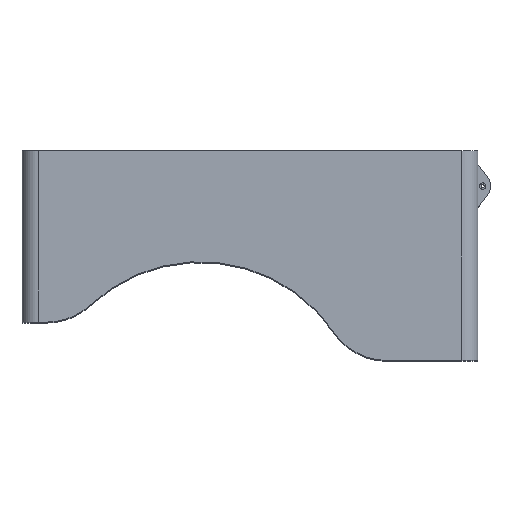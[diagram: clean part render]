
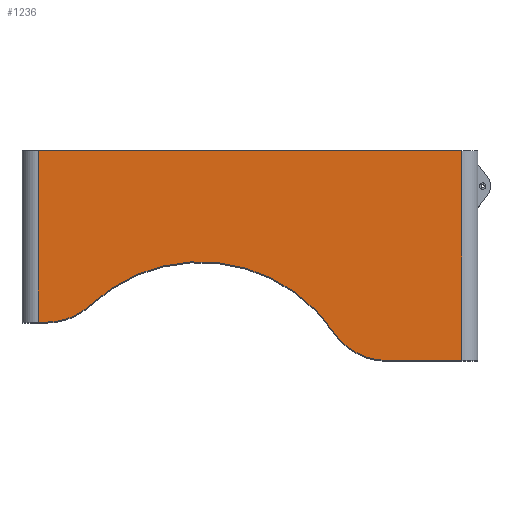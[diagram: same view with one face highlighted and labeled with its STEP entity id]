
A CAD part, top view. The second image highlights one B-rep face of the part: STEP entity #1236.
In plain terms, the highlighted planar face has unit normal (0, 0, 1).
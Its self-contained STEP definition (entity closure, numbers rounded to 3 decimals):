
#79 = EDGE_CURVE ( 'NONE', #1480, #4257, #2103, .T. ) ;
#195 = VERTEX_POINT ( 'NONE', #2269 ) ;
#327 = LINE ( 'NONE', #1502, #3105 ) ;
#348 = VECTOR ( 'NONE', #792, 1000. ) ;
#373 = ORIENTED_EDGE ( 'NONE', *, *, #4224, .T. ) ;
#525 = CIRCLE ( 'NONE', #4911, 40. ) ;
#599 = VECTOR ( 'NONE', #3417, 1000. ) ;
#708 = ORIENTED_EDGE ( 'NONE', *, *, #2115, .T. ) ;
#791 = CARTESIAN_POINT ( 'NONE',  ( -238.842, 67.48, 308. ) ) ;
#792 = DIRECTION ( 'NONE',  ( 0., 1., 0. ) ) ;
#815 = AXIS2_PLACEMENT_3D ( 'NONE', #896, #2143, #4788 ) ;
#862 = FACE_OUTER_BOUND ( 'NONE', #1671, .T. ) ;
#896 = CARTESIAN_POINT ( 'NONE',  ( -27.786, 43.735, 308. ) ) ;
#1102 = CARTESIAN_POINT ( 'NONE',  ( 18.362, 3.735, 308. ) ) ;
#1119 = DIRECTION ( 'NONE',  ( 0., -1., 0. ) ) ;
#1163 = AXIS2_PLACEMENT_3D ( 'NONE', #4956, #4648, #1476 ) ;
#1236 = ADVANCED_FACE ( 'NONE', ( #862 ), #3658, .T. ) ;
#1248 = CARTESIAN_POINT ( 'NONE',  ( 0., 0., 308. ) ) ;
#1369 = DIRECTION ( 'NONE',  ( -1., 0., 0. ) ) ;
#1476 = DIRECTION ( 'NONE',  ( 1., 0., 0. ) ) ;
#1480 = VERTEX_POINT ( 'NONE', #2917 ) ;
#1502 = CARTESIAN_POINT ( 'NONE',  ( -244.022, 27.48, 308. ) ) ;
#1569 = CARTESIAN_POINT ( 'NONE',  ( 27.362, 3.735, 308. ) ) ;
#1623 = CARTESIAN_POINT ( 'NONE',  ( -244.022, 133.735, 308. ) ) ;
#1671 = EDGE_LOOP ( 'NONE', ( #2718, #2559, #3129, #3186, #708, #2398, #1959, #373 ) ) ;
#1959 = ORIENTED_EDGE ( 'NONE', *, *, #79, .T. ) ;
#2032 = EDGE_CURVE ( 'NONE', #2260, #4961, #3098, .T. ) ;
#2103 = CIRCLE ( 'NONE', #815, 40. ) ;
#2115 = EDGE_CURVE ( 'NONE', #4961, #195, #525, .T. ) ;
#2143 = DIRECTION ( 'NONE',  ( 0., 0., 1. ) ) ;
#2260 = VERTEX_POINT ( 'NONE', #4702 ) ;
#2269 = CARTESIAN_POINT ( 'NONE',  ( -211.605, 38.185, 308. ) ) ;
#2284 = CARTESIAN_POINT ( 'NONE',  ( 18.362, 0., 308. ) ) ;
#2398 = ORIENTED_EDGE ( 'NONE', *, *, #3683, .F. ) ;
#2559 = ORIENTED_EDGE ( 'NONE', *, *, #3561, .T. ) ;
#2598 = VERTEX_POINT ( 'NONE', #1623 ) ;
#2648 = LINE ( 'NONE', #2284, #348 ) ;
#2718 = ORIENTED_EDGE ( 'NONE', *, *, #3330, .T. ) ;
#2822 = VERTEX_POINT ( 'NONE', #3082 ) ;
#2853 = CIRCLE ( 'NONE', #1163, 100. ) ;
#2883 = CARTESIAN_POINT ( 'NONE',  ( 0., 133.735, 308. ) ) ;
#2917 = CARTESIAN_POINT ( 'NONE',  ( -60.851, 21.225, 308. ) ) ;
#3082 = CARTESIAN_POINT ( 'NONE',  ( 18.362, 133.735, 308. ) ) ;
#3098 = LINE ( 'NONE', #3467, #599 ) ;
#3105 = VECTOR ( 'NONE', #1119, 1000. ) ;
#3129 = ORIENTED_EDGE ( 'NONE', *, *, #3815, .T. ) ;
#3186 = ORIENTED_EDGE ( 'NONE', *, *, #2032, .T. ) ;
#3228 = AXIS2_PLACEMENT_3D ( 'NONE', #1248, #4374, #3247 ) ;
#3247 = DIRECTION ( 'NONE',  ( 1., 0., 0. ) ) ;
#3254 = VERTEX_POINT ( 'NONE', #1102 ) ;
#3267 = VECTOR ( 'NONE', #1369, 1000. ) ;
#3330 = EDGE_CURVE ( 'NONE', #3254, #2822, #2648, .T. ) ;
#3362 = VECTOR ( 'NONE', #3584, 1000. ) ;
#3417 = DIRECTION ( 'NONE',  ( 1., 0., 0. ) ) ;
#3467 = CARTESIAN_POINT ( 'NONE',  ( -254.022, 27.48, 308. ) ) ;
#3538 = CARTESIAN_POINT ( 'NONE',  ( -238.842, 27.48, 308. ) ) ;
#3561 = EDGE_CURVE ( 'NONE', #2822, #2598, #4552, .T. ) ;
#3584 = DIRECTION ( 'NONE',  ( 1., 0., 0. ) ) ;
#3658 = PLANE ( 'NONE',  #3228 ) ;
#3683 = EDGE_CURVE ( 'NONE', #1480, #195, #2853, .T. ) ;
#3815 = EDGE_CURVE ( 'NONE', #2598, #2260, #327, .T. ) ;
#3896 = DIRECTION ( 'NONE',  ( 1., 0., 0. ) ) ;
#3999 = CARTESIAN_POINT ( 'NONE',  ( -27.786, 3.735, 308. ) ) ;
#4201 = DIRECTION ( 'NONE',  ( 0., 0., 1. ) ) ;
#4224 = EDGE_CURVE ( 'NONE', #4257, #3254, #4269, .T. ) ;
#4257 = VERTEX_POINT ( 'NONE', #3999 ) ;
#4269 = LINE ( 'NONE', #1569, #3362 ) ;
#4374 = DIRECTION ( 'NONE',  ( 0., 0., 1. ) ) ;
#4552 = LINE ( 'NONE', #2883, #3267 ) ;
#4648 = DIRECTION ( 'NONE',  ( 0., 0., 1. ) ) ;
#4702 = CARTESIAN_POINT ( 'NONE',  ( -244.022, 27.48, 308. ) ) ;
#4788 = DIRECTION ( 'NONE',  ( 1., 0., 0. ) ) ;
#4911 = AXIS2_PLACEMENT_3D ( 'NONE', #791, #4201, #3896 ) ;
#4956 = CARTESIAN_POINT ( 'NONE',  ( -143.513, -35.051, 308. ) ) ;
#4961 = VERTEX_POINT ( 'NONE', #3538 ) ;
